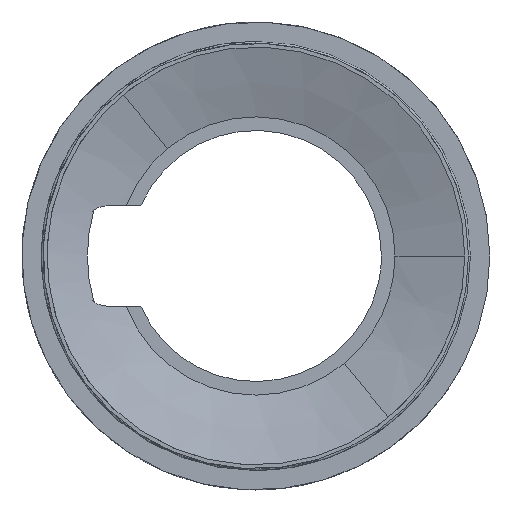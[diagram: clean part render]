
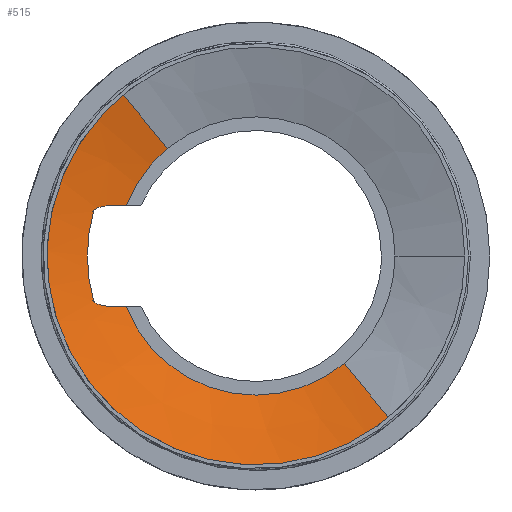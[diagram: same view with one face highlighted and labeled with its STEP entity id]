
A CAD part, front view. The second image highlights one B-rep face of the part: STEP entity #515.
In plain terms, the highlighted conical face has half-angle 72.255 degrees and reference radius 46.928 mm.
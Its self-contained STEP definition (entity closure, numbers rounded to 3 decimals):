
#140=CARTESIAN_POINT('POINT14',(-34.589,225.279,
   13.5));
#141=VERTEX_POINT('VERTEX14',#140);
#148=CARTESIAN_POINT('POINT15',(-37.924,
   224.279,13.5));
#149=VERTEX_POINT('VERTEX15',#148);
#150=(BOUNDED_CURVE() B_SPLINE_CURVE(2,(#151,#152,#153),.UNSPECIFIED.,
   .F.,.F.) B_SPLINE_CURVE_WITH_KNOTS((3,3),(3.952,
   7.414),.UNSPECIFIED.) CURVE() 
   GEOMETRIC_REPRESENTATION_ITEM() RATIONAL_B_SPLINE_CURVE((
   1.005,1.006,1.006)) 
   REPRESENTATION_ITEM('SPLINE_CRV2'));
#151=CARTESIAN_POINT('',(-37.924,224.279,
   13.5));
#152=CARTESIAN_POINT('',(-36.189,224.802,
   13.5));
#153=CARTESIAN_POINT('',(-34.589,225.279,
   13.5));
#154=EDGE_CURVE('EDGE18',#149,#141,#150,.T.);
#203=CARTESIAN_POINT('POINT18',(-43.311,
   222.779,12.));
#204=VERTEX_POINT('VERTEX18',#203);
#205=B_SPLINE_CURVE_WITH_KNOTS('SPLINE_CRV5',3,(#206,#207,#208,#209,#210
   ,#211,#212,#213,#214,#215,#216,#217,#218,#219,#220,#221,#222,#223,
   #224,#225),.UNSPECIFIED.,.F.,.F.,(4,2,2,2,2,2,2,2,2,4),(
   8.191,8.211,8.436,
   8.701,8.966,9.497,
   10.329,11.161,12.825,
   13.876),.UNSPECIFIED.);
#206=CARTESIAN_POINT('',(-43.311,222.779,
   12.));
#207=CARTESIAN_POINT('',(-43.309,222.779,
   12.007));
#208=CARTESIAN_POINT('',(-43.307,222.779,
   12.014));
#209=CARTESIAN_POINT('',(-43.28,222.78,
   12.095));
#210=CARTESIAN_POINT('',(-43.238,222.787,
   12.166));
#211=CARTESIAN_POINT('',(-43.139,222.806,
   12.294));
#212=CARTESIAN_POINT('',(-43.075,222.821,
   12.356));
#213=CARTESIAN_POINT('',(-42.934,222.854,
   12.471));
#214=CARTESIAN_POINT('',(-42.858,222.872,
   12.524));
#215=CARTESIAN_POINT('',(-42.619,222.932,
   12.669));
#216=CARTESIAN_POINT('',(-42.449,222.977,
   12.75));
#217=CARTESIAN_POINT('',(-42.041,223.087,
   12.918));
#218=CARTESIAN_POINT('',(-41.783,223.158,
   13.002));
#219=CARTESIAN_POINT('',(-41.253,223.305,
   13.146));
#220=CARTESIAN_POINT('',(-40.982,223.382,
   13.206));
#221=CARTESIAN_POINT('',(-40.154,223.619,
   13.36));
#222=CARTESIAN_POINT('',(-39.584,223.785,
   13.427));
#223=CARTESIAN_POINT('',(-38.648,224.062,
   13.488));
#224=CARTESIAN_POINT('',(-38.284,224.17,
   13.5));
#225=CARTESIAN_POINT('',(-37.924,224.279,
   13.5));
#226=EDGE_CURVE('EDGE22',#204,#149,#205,.T.);
#252=CARTESIAN_POINT('POINT20',(-43.311,
   222.779,-12.));
#253=VERTEX_POINT('VERTEX20',#252);
#254=CARTESIAN_POINT('POS20',(0.,222.779
   ,0.));
#255=DIRECTION('DIR31',(0.,1.,
   0.));
#256=DIRECTION('DIR32',(0.635,0.,
   -0.772));
#257=AXIS2_PLACEMENT_3D('AXIS12',#254,#255,#256);
#258=CIRCLE('ELLIPSE8',#257,44.942);
#259=EDGE_CURVE('EDGE25',#253,#204,#258,.T.);
#299=CARTESIAN_POINT('POINT22',(-37.924,
   224.279,-13.5));
#300=VERTEX_POINT('VERTEX22',#299);
#301=B_SPLINE_CURVE_WITH_KNOTS('SPLINE_CRV7',3,(#302,#303,#304,#305,#306
   ,#307,#308,#309,#310,#311,#312,#313,#314,#315,#316,#317,#318,#319,
   #320,#321),.UNSPECIFIED.,.F.,.F.,(4,2,2,2,2,2,2,2,2,4),(
   2.276,3.328,4.992,
   5.824,6.656,7.186,
   7.451,7.716,7.941,
   7.962),.UNSPECIFIED.);
#302=CARTESIAN_POINT('',(-37.924,224.279,
   -13.5));
#303=CARTESIAN_POINT('',(-38.284,224.17,
   -13.5));
#304=CARTESIAN_POINT('',(-38.648,224.062,
   -13.488));
#305=CARTESIAN_POINT('',(-39.584,223.785,
   -13.427));
#306=CARTESIAN_POINT('',(-40.154,223.619,
   -13.36));
#307=CARTESIAN_POINT('',(-40.982,223.382,
   -13.206));
#308=CARTESIAN_POINT('',(-41.253,223.305,
   -13.146));
#309=CARTESIAN_POINT('',(-41.783,223.158,
   -13.002));
#310=CARTESIAN_POINT('',(-42.041,223.087,
   -12.918));
#311=CARTESIAN_POINT('',(-42.449,222.977,
   -12.75));
#312=CARTESIAN_POINT('',(-42.619,222.932,
   -12.669));
#313=CARTESIAN_POINT('',(-42.858,222.872,
   -12.524));
#314=CARTESIAN_POINT('',(-42.934,222.854,
   -12.471));
#315=CARTESIAN_POINT('',(-43.075,222.821,
   -12.356));
#316=CARTESIAN_POINT('',(-43.139,222.806,
   -12.294));
#317=CARTESIAN_POINT('',(-43.238,222.787,
   -12.166));
#318=CARTESIAN_POINT('',(-43.28,222.78,
   -12.095));
#319=CARTESIAN_POINT('',(-43.307,222.779,
   -12.014));
#320=CARTESIAN_POINT('',(-43.309,222.779,
   -12.007));
#321=CARTESIAN_POINT('',(-43.311,222.779,
   -12.));
#322=EDGE_CURVE('EDGE28',#300,#253,#301,.T.);
#347=CARTESIAN_POINT('POINT23',(-34.589,225.279,
   -13.5));
#348=VERTEX_POINT('VERTEX23',#347);
#349=(BOUNDED_CURVE() B_SPLINE_CURVE(2,(#350,#351,#352),.UNSPECIFIED.,
   .F.,.F.) B_SPLINE_CURVE_WITH_KNOTS((3,3),(3.952,
   7.414),.UNSPECIFIED.) CURVE() 
   GEOMETRIC_REPRESENTATION_ITEM() RATIONAL_B_SPLINE_CURVE((
   1.005,1.006,1.006)) 
   REPRESENTATION_ITEM('SPLINE_CRV9'));
#350=CARTESIAN_POINT('',(-37.924,224.279,
   -13.5));
#351=CARTESIAN_POINT('',(-36.189,224.802,
   -13.5));
#352=CARTESIAN_POINT('',(-34.589,225.279,
   -13.5));
#353=EDGE_CURVE('EDGE31',#348,#300,#349,.F.);
#370=CARTESIAN_POINT('POINT24',(23.583,225.279,
   -28.679));
#371=VERTEX_POINT('VERTEX24',#370);
#372=CARTESIAN_POINT('POS27',(0.,225.279,
   0.));
#373=DIRECTION('DIR42',(0.,-1.,
   0.));
#374=DIRECTION('DIR43',(0.635,0.,
   -0.772));
#375=AXIS2_PLACEMENT_3D('AXIS16',#372,#373,#374);
#376=CIRCLE('ELLIPSE9',#375,37.13);
#377=EDGE_CURVE('EDGE33',#348,#371,#376,.T.);
#383=CARTESIAN_POINT('POINT26',(-23.583,225.279,
   28.679));
#384=VERTEX_POINT('VERTEX26',#383);
#385=CARTESIAN_POINT('POS28',(0.,225.279,
   0.));
#386=DIRECTION('DIR44',(0.,-1.,
   0.));
#387=DIRECTION('DIR45',(0.635,0.,
   -0.772));
#388=AXIS2_PLACEMENT_3D('AXIS17',#385,#386,#387);
#389=CIRCLE('ELLIPSE10',#388,37.13);
#392=EDGE_CURVE('EDGE36',#384,#141,#389,.T.);
#474=CARTESIAN_POINT('POINT32',(35.409,
   219.32,-43.061));
#475=VERTEX_POINT('VERTEX32',#474);
#476=CARTESIAN_POINT('POS34',(29.805,
   222.144,-36.247));
#477=DIRECTION('DIR54',(-0.605,0.305,
   0.736));
#478=VECTOR('VEC14',#477,1.);
#479=LINE('STRAIGHT14',#476,#478);
#480=EDGE_CURVE('EDGE45',#475,#371,#479,.T.);
#481=ORIENTED_EDGE('COEDGE75',*,*,#480,.T.);
#482=ORIENTED_EDGE('COEDGE76',*,*,#377,.F.);
#483=ORIENTED_EDGE('COEDGE77',*,*,#353,.T.);
#484=ORIENTED_EDGE('COEDGE78',*,*,#322,.T.);
#485=ORIENTED_EDGE('COEDGE79',*,*,#259,.T.);
#486=ORIENTED_EDGE('COEDGE80',*,*,#226,.T.);
#487=ORIENTED_EDGE('COEDGE81',*,*,#154,.T.);
#488=ORIENTED_EDGE('COEDGE82',*,*,#392,.F.);
#489=CARTESIAN_POINT('POINT33',(-35.409,
   219.32,43.061));
#490=VERTEX_POINT('VERTEX33',#489);
#491=CARTESIAN_POINT('POS35',(-29.805,
   222.144,36.247));
#492=DIRECTION('DIR55',(-0.605,-0.305,
   0.736));
#493=VECTOR('VEC15',#492,1.);
#494=LINE('STRAIGHT15',#491,#493);
#495=EDGE_CURVE('EDGE46',#384,#490,#494,.T.);
#496=ORIENTED_EDGE('COEDGE83',*,*,#495,.T.);
#497=CARTESIAN_POINT('POINT34',(16.138,
   219.32,-53.363));
#498=VERTEX_POINT('VERTEX34',#497);
#499=CARTESIAN_POINT('POS36',(0.,
   219.32,0.));
#500=DIRECTION('DIR56',(0.,-1.,
   0.));
#501=DIRECTION('DIR57',(0.289,0.,
   -0.957));
#502=AXIS2_PLACEMENT_3D('AXIS21',#499,#500,#501);
#503=CIRCLE('ELLIPSE12',#502,55.75);
#504=EDGE_CURVE('EDGE47',#490,#498,#503,.T.);
#505=ORIENTED_EDGE('COEDGE84',*,*,#504,.T.);
#506=EDGE_CURVE('EDGE48',#498,#475,#503,.T.);
#507=ORIENTED_EDGE('COEDGE85',*,*,#506,.T.);
#508=EDGE_LOOP('NONE',(#481,#482,#483,#484,#485,#486,#487,#488,#496,#505
   ,#507));
#509=FACE_BOUND('LOOP1',#508,.T.);
#510=CARTESIAN_POINT('POS37',(0.,222.144,0.));
#511=DIRECTION('DIR58',(0.,-1.,
   0.));
#512=DIRECTION('DIR59',(0.635,0.,
   -0.772));
#513=AXIS2_PLACEMENT_3D('AXIS22',#510,#511,#512);
#514=CONICAL_SURFACE('CONE_SURF5',#513,46.928,
   1.261);
#515=ADVANCED_FACE('FACE14',(#509),#514,.F.);
